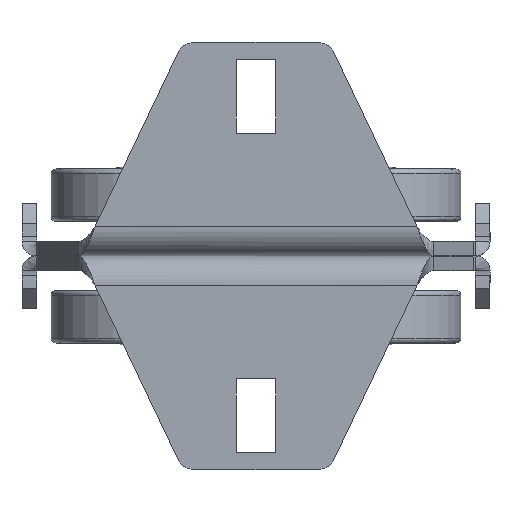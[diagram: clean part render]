
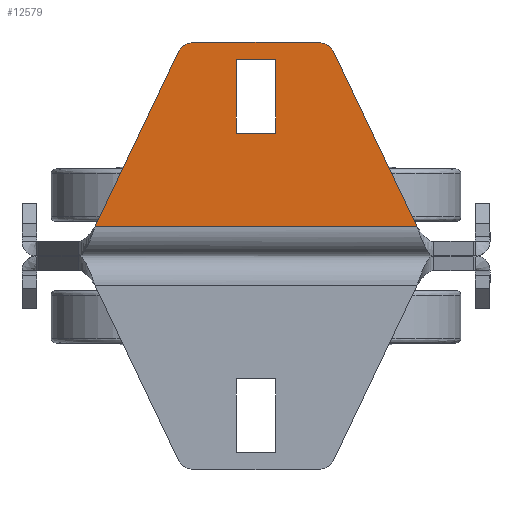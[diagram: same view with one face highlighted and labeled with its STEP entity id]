
A CAD part, front view. The second image highlights one B-rep face of the part: STEP entity #12579.
In plain terms, the highlighted planar face has unit normal (0, 1, 0).
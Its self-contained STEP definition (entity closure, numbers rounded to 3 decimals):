
#7 = ORIENTED_EDGE ( 'NONE', *, *, #14213, .F. ) ;
#10 = ORIENTED_EDGE ( 'NONE', *, *, #14202, .T. ) ;
#11 = ORIENTED_EDGE ( 'NONE', *, *, #13221, .T. ) ;
#22 = ORIENTED_EDGE ( 'NONE', *, *, #14245, .T. ) ;
#6689 = FACE_OUTER_BOUND ( 'NONE', #13379, .T. ) ;
#6721 = PLANE ( 'NONE',  #6759 ) ;
#6724 = DIRECTION ( 'NONE',  ( 0., 0., -1. ) ) ;
#6725 = VECTOR ( 'NONE', #6724, 1000. ) ;
#6726 = CARTESIAN_POINT ( 'NONE',  ( -3.4, 0., -15.5 ) ) ;
#6727 = FACE_BOUND ( 'NONE', #12580, .T. ) ;
#6731 = DIRECTION ( 'NONE',  ( 1., 0., 0. ) ) ;
#6732 = VECTOR ( 'NONE', #6731, 1000. ) ;
#6733 = CARTESIAN_POINT ( 'NONE',  ( -3.4, 0., -15.5 ) ) ;
#6734 = LINE ( 'NONE', #6733, #6732 ) ;
#6741 = LINE ( 'NONE', #6726, #6725 ) ;
#6759 = AXIS2_PLACEMENT_3D ( 'NONE', #6821, #6820, #6819 ) ;
#6819 = DIRECTION ( 'NONE',  ( 0., 0., -1. ) ) ;
#6820 = DIRECTION ( 'NONE',  ( 0., -1., 0. ) ) ;
#6821 = CARTESIAN_POINT ( 'NONE',  ( 39.893, 0., -50.5 ) ) ;
#8296 = CARTESIAN_POINT ( 'NONE',  ( -3.4, 0., -15.5 ) ) ;
#8521 = DIRECTION ( 'NONE',  ( 0., 0., -1. ) ) ;
#8522 = DIRECTION ( 'NONE',  ( 0., 1., 0. ) ) ;
#8523 = AXIS2_PLACEMENT_3D ( 'NONE', #8531, #8522, #8521 ) ;
#8531 = CARTESIAN_POINT ( 'NONE',  ( 10.607, 0., -3. ) ) ;
#8533 = CIRCLE ( 'NONE', #8523, 3. ) ;
#8688 = CIRCLE ( 'NONE', #8689, 3. ) ;
#8689 = AXIS2_PLACEMENT_3D ( 'NONE', #8722, #8714, #8713 ) ;
#8713 = DIRECTION ( 'NONE',  ( 0., 0., -1. ) ) ;
#8714 = DIRECTION ( 'NONE',  ( 0., 1., 0. ) ) ;
#8720 = CARTESIAN_POINT ( 'NONE',  ( -27.514, 0., -31.5 ) ) ;
#8722 = CARTESIAN_POINT ( 'NONE',  ( -10.607, 0., -3. ) ) ;
#8819 = CARTESIAN_POINT ( 'NONE',  ( -10.607, 0., 0. ) ) ;
#8820 = LINE ( 'NONE', #8819, #8844 ) ;
#8843 = DIRECTION ( 'NONE',  ( -1., 0., 0. ) ) ;
#8844 = VECTOR ( 'NONE', #8843, 1000. ) ;
#8959 = CARTESIAN_POINT ( 'NONE',  ( 10.607, 0., 0. ) ) ;
#8999 = LINE ( 'NONE', #9035, #9034 ) ;
#9033 = DIRECTION ( 'NONE',  ( -1., 0., 0. ) ) ;
#9034 = VECTOR ( 'NONE', #9033, 1000. ) ;
#9035 = CARTESIAN_POINT ( 'NONE',  ( 3.4, 0., -2.9 ) ) ;
#9093 = CARTESIAN_POINT ( 'NONE',  ( 27.514, 0., -31.5 ) ) ;
#9360 = CARTESIAN_POINT ( 'NONE',  ( -3.4, 0., -2.9 ) ) ;
#9524 = DIRECTION ( 'NONE',  ( -1., 0., 0. ) ) ;
#9525 = VECTOR ( 'NONE', #9524, 1000. ) ;
#9526 = CARTESIAN_POINT ( 'NONE',  ( 61.062, 0., -31.5 ) ) ;
#9527 = LINE ( 'NONE', #9526, #9525 ) ;
#9606 = DIRECTION ( 'NONE',  ( -0.43, 0., 0.903 ) ) ;
#9607 = VECTOR ( 'NONE', #9606, 1000. ) ;
#9608 = CARTESIAN_POINT ( 'NONE',  ( 13.315, 0., -1.709 ) ) ;
#9609 = LINE ( 'NONE', #9608, #9607 ) ;
#9645 = CARTESIAN_POINT ( 'NONE',  ( 3.4, 0., -2.9 ) ) ;
#9648 = DIRECTION ( 'NONE',  ( -0.43, 0., -0.903 ) ) ;
#9649 = VECTOR ( 'NONE', #9648, 1000. ) ;
#9650 = CARTESIAN_POINT ( 'NONE',  ( -13.315, 0., -1.709 ) ) ;
#9651 = LINE ( 'NONE', #9650, #9649 ) ;
#9659 = CARTESIAN_POINT ( 'NONE',  ( -13.315, 0., -1.709 ) ) ;
#9661 = CARTESIAN_POINT ( 'NONE',  ( 13.315, 0., -1.709 ) ) ;
#9664 = CARTESIAN_POINT ( 'NONE',  ( -10.607, 0., 0. ) ) ;
#9691 = CARTESIAN_POINT ( 'NONE',  ( 3.4, 0., -15.5 ) ) ;
#9711 = DIRECTION ( 'NONE',  ( 0., 0., 1. ) ) ;
#9712 = VECTOR ( 'NONE', #9711, 1000. ) ;
#9713 = CARTESIAN_POINT ( 'NONE',  ( 3.4, 0., -15.5 ) ) ;
#9718 = LINE ( 'NONE', #9713, #9712 ) ;
#9850 = ORIENTED_EDGE ( 'NONE', *, *, #14218, .F. ) ;
#12573 = EDGE_CURVE ( 'NONE', #13215, #14237, #6734, .T. ) ;
#12574 = ORIENTED_EDGE ( 'NONE', *, *, #12576, .T. ) ;
#12576 = EDGE_CURVE ( 'NONE', #13939, #13215, #6741, .T. ) ;
#12579 = ADVANCED_FACE ( 'NONE', ( #6727, #6689 ), #6721, .F. ) ;
#12580 = EDGE_LOOP ( 'NONE', ( #12583, #22, #12591, #12574 ) ) ;
#12582 = ORIENTED_EDGE ( 'NONE', *, *, #13264, .T. ) ;
#12583 = ORIENTED_EDGE ( 'NONE', *, *, #12573, .T. ) ;
#12591 = ORIENTED_EDGE ( 'NONE', *, *, #13354, .T. ) ;
#13215 = VERTEX_POINT ( 'NONE', #8296 ) ;
#13221 = EDGE_CURVE ( 'NONE', #13349, #14229, #8533, .T. ) ;
#13264 = EDGE_CURVE ( 'NONE', #14222, #14215, #8688, .T. ) ;
#13313 = EDGE_CURVE ( 'NONE', #13349, #14215, #8820, .T. ) ;
#13335 = VERTEX_POINT ( 'NONE', #8720 ) ;
#13349 = VERTEX_POINT ( 'NONE', #8959 ) ;
#13354 = EDGE_CURVE ( 'NONE', #14232, #13939, #8999, .T. ) ;
#13364 = VERTEX_POINT ( 'NONE', #9093 ) ;
#13379 = EDGE_LOOP ( 'NONE', ( #12582, #13388, #11, #7, #10, #9850 ) ) ;
#13388 = ORIENTED_EDGE ( 'NONE', *, *, #13313, .F. ) ;
#13939 = VERTEX_POINT ( 'NONE', #9360 ) ;
#14202 = EDGE_CURVE ( 'NONE', #13364, #13335, #9527, .T. ) ;
#14213 = EDGE_CURVE ( 'NONE', #13364, #14229, #9609, .T. ) ;
#14215 = VERTEX_POINT ( 'NONE', #9664 ) ;
#14218 = EDGE_CURVE ( 'NONE', #14222, #13335, #9651, .T. ) ;
#14222 = VERTEX_POINT ( 'NONE', #9659 ) ;
#14229 = VERTEX_POINT ( 'NONE', #9661 ) ;
#14232 = VERTEX_POINT ( 'NONE', #9645 ) ;
#14237 = VERTEX_POINT ( 'NONE', #9691 ) ;
#14245 = EDGE_CURVE ( 'NONE', #14237, #14232, #9718, .T. ) ;
